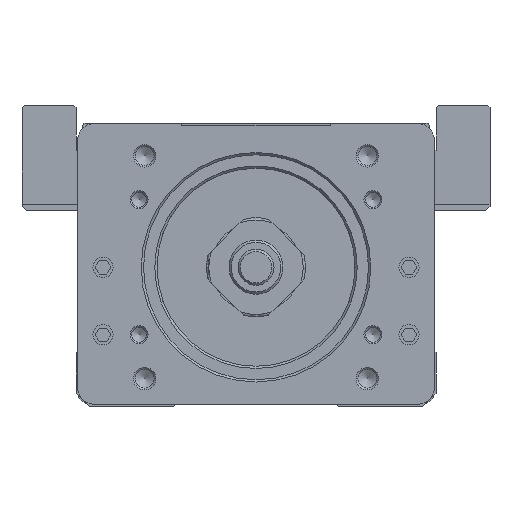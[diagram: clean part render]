
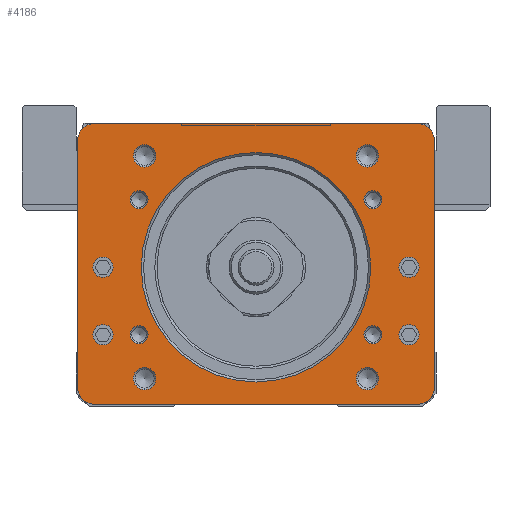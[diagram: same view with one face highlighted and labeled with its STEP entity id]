
A CAD part, front view. The second image highlights one B-rep face of the part: STEP entity #4186.
In plain terms, the highlighted planar face has unit normal (0, -1, 0).
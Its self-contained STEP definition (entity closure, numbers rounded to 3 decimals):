
#1645=FACE_BOUND('',#8611,.T.);
#1646=FACE_BOUND('',#8612,.T.);
#1647=FACE_BOUND('',#8613,.T.);
#1648=FACE_BOUND('',#8614,.T.);
#1649=FACE_BOUND('',#8615,.T.);
#1650=FACE_BOUND('',#8616,.T.);
#1651=FACE_BOUND('',#8617,.T.);
#1652=FACE_BOUND('',#8618,.T.);
#1653=FACE_BOUND('',#8619,.T.);
#1654=FACE_BOUND('',#8620,.T.);
#1655=FACE_BOUND('',#8621,.T.);
#1656=FACE_BOUND('',#8622,.T.);
#1657=FACE_BOUND('',#8623,.T.);
#1658=FACE_BOUND('',#8624,.T.);
#2550=CIRCLE('',#31526,4.);
#2551=CIRCLE('',#31528,4.);
#2552=CIRCLE('',#31530,2.);
#2553=CIRCLE('',#31532,2.);
#2554=CIRCLE('',#31534,2.);
#2555=CIRCLE('',#31536,2.);
#2556=CIRCLE('',#31538,2.5);
#2557=CIRCLE('',#31540,2.5);
#2558=CIRCLE('',#31542,2.5);
#2559=CIRCLE('',#31544,2.5);
#2560=CIRCLE('',#31546,25.5);
#2565=CIRCLE('',#31555,2.25);
#2567=CIRCLE('',#31558,2.25);
#2569=CIRCLE('',#31561,2.25);
#2571=CIRCLE('',#31564,2.25);
#2627=CIRCLE('',#31685,4.);
#2629=CIRCLE('',#31688,4.);
#4186=ADVANCED_FACE('',(#1645,#1646,#1647,#1648,#1649,#1650,#1651,#1652,
#1653,#1654,#1655,#1656,#1657,#1658),#5517,.T.);
#5517=PLANE('',#31689);
#8611=EDGE_LOOP('',(#15146));
#8612=EDGE_LOOP('',(#15147));
#8613=EDGE_LOOP('',(#15148));
#8614=EDGE_LOOP('',(#15149));
#8615=EDGE_LOOP('',(#15150));
#8616=EDGE_LOOP('',(#15151));
#8617=EDGE_LOOP('',(#15152));
#8618=EDGE_LOOP('',(#15153));
#8619=EDGE_LOOP('',(#15154));
#8620=EDGE_LOOP('',(#15155));
#8621=EDGE_LOOP('',(#15156));
#8622=EDGE_LOOP('',(#15157));
#8623=EDGE_LOOP('',(#15158));
#8624=EDGE_LOOP('',(#15159,#15160,#15161,#15162,#15163,#15164,#15165,#15166));
#15146=ORIENTED_EDGE('',*,*,#22935,.T.);
#15147=ORIENTED_EDGE('',*,*,#22934,.T.);
#15148=ORIENTED_EDGE('',*,*,#22933,.T.);
#15149=ORIENTED_EDGE('',*,*,#22932,.T.);
#15150=ORIENTED_EDGE('',*,*,#22931,.T.);
#15151=ORIENTED_EDGE('',*,*,#22930,.T.);
#15152=ORIENTED_EDGE('',*,*,#22929,.T.);
#15153=ORIENTED_EDGE('',*,*,#22928,.T.);
#15154=ORIENTED_EDGE('',*,*,#22927,.T.);
#15155=ORIENTED_EDGE('',*,*,#22947,.T.);
#15156=ORIENTED_EDGE('',*,*,#22945,.T.);
#15157=ORIENTED_EDGE('',*,*,#22943,.T.);
#15158=ORIENTED_EDGE('',*,*,#22941,.T.);
#15159=ORIENTED_EDGE('',*,*,#23086,.T.);
#15160=ORIENTED_EDGE('',*,*,#23089,.T.);
#15161=ORIENTED_EDGE('',*,*,#23090,.T.);
#15162=ORIENTED_EDGE('',*,*,#23046,.T.);
#15163=ORIENTED_EDGE('',*,*,#22925,.T.);
#15164=ORIENTED_EDGE('',*,*,#22989,.T.);
#15165=ORIENTED_EDGE('',*,*,#22922,.T.);
#15166=ORIENTED_EDGE('',*,*,#23039,.T.);
#19273=VERTEX_POINT('',#48106);
#19274=VERTEX_POINT('',#48108);
#19275=VERTEX_POINT('',#48112);
#19276=VERTEX_POINT('',#48114);
#19277=VERTEX_POINT('',#48118);
#19278=VERTEX_POINT('',#48121);
#19279=VERTEX_POINT('',#48124);
#19280=VERTEX_POINT('',#48127);
#19281=VERTEX_POINT('',#48130);
#19282=VERTEX_POINT('',#48133);
#19283=VERTEX_POINT('',#48136);
#19284=VERTEX_POINT('',#48139);
#19285=VERTEX_POINT('',#48142);
#19290=VERTEX_POINT('',#48157);
#19292=VERTEX_POINT('',#48162);
#19294=VERTEX_POINT('',#48167);
#19296=VERTEX_POINT('',#48172);
#19357=VERTEX_POINT('',#48467);
#19362=VERTEX_POINT('',#48481);
#19398=VERTEX_POINT('',#48575);
#19400=VERTEX_POINT('',#48581);
#22922=EDGE_CURVE('',#19274,#19273,#2550,.T.);
#22925=EDGE_CURVE('',#19276,#19275,#2551,.T.);
#22927=EDGE_CURVE('',#19277,#19277,#2552,.T.);
#22928=EDGE_CURVE('',#19278,#19278,#2553,.T.);
#22929=EDGE_CURVE('',#19279,#19279,#2554,.T.);
#22930=EDGE_CURVE('',#19280,#19280,#2555,.T.);
#22931=EDGE_CURVE('',#19281,#19281,#2556,.T.);
#22932=EDGE_CURVE('',#19282,#19282,#2557,.T.);
#22933=EDGE_CURVE('',#19283,#19283,#2558,.T.);
#22934=EDGE_CURVE('',#19284,#19284,#2559,.T.);
#22935=EDGE_CURVE('',#19285,#19285,#2560,.T.);
#22941=EDGE_CURVE('',#19290,#19290,#2565,.T.);
#22943=EDGE_CURVE('',#19292,#19292,#2567,.T.);
#22945=EDGE_CURVE('',#19294,#19294,#2569,.T.);
#22947=EDGE_CURVE('',#19296,#19296,#2571,.T.);
#22989=EDGE_CURVE('',#19275,#19274,#26253,.T.);
#23039=EDGE_CURVE('',#19273,#19357,#26278,.T.);
#23046=EDGE_CURVE('',#19362,#19276,#26285,.T.);
#23086=EDGE_CURVE('',#19357,#19398,#2627,.T.);
#23089=EDGE_CURVE('',#19398,#19400,#26301,.T.);
#23090=EDGE_CURVE('',#19400,#19362,#2629,.T.);
#26253=LINE('',#48317,#29143);
#26278=LINE('',#48468,#29168);
#26285=LINE('',#48480,#29175);
#26301=LINE('',#48580,#29191);
#29143=VECTOR('',#38203,1.);
#29168=VECTOR('',#38322,1.);
#29175=VECTOR('',#38331,1.);
#29191=VECTOR('',#38439,1.);
#31526=AXIS2_PLACEMENT_3D('',#48107,#38042,#38043);
#31528=AXIS2_PLACEMENT_3D('',#48113,#38048,#38049);
#31530=AXIS2_PLACEMENT_3D('',#48117,#38053,#38054);
#31532=AXIS2_PLACEMENT_3D('',#48120,#38057,#38058);
#31534=AXIS2_PLACEMENT_3D('',#48123,#38061,#38062);
#31536=AXIS2_PLACEMENT_3D('',#48126,#38065,#38066);
#31538=AXIS2_PLACEMENT_3D('',#48129,#38069,#38070);
#31540=AXIS2_PLACEMENT_3D('',#48132,#38073,#38074);
#31542=AXIS2_PLACEMENT_3D('',#48135,#38077,#38078);
#31544=AXIS2_PLACEMENT_3D('',#48138,#38081,#38082);
#31546=AXIS2_PLACEMENT_3D('',#48141,#38085,#38086);
#31555=AXIS2_PLACEMENT_3D('',#48156,#38104,#38105);
#31558=AXIS2_PLACEMENT_3D('',#48161,#38110,#38111);
#31561=AXIS2_PLACEMENT_3D('',#48166,#38116,#38117);
#31564=AXIS2_PLACEMENT_3D('',#48171,#38122,#38123);
#31685=AXIS2_PLACEMENT_3D('',#48574,#38432,#38433);
#31688=AXIS2_PLACEMENT_3D('',#48582,#38440,#38441);
#31689=AXIS2_PLACEMENT_3D('',#48583,#38442,#38443);
#38042=DIRECTION('',(0.,-1.,0.));
#38043=DIRECTION('',(1.,0.,0.));
#38048=DIRECTION('',(0.,-1.,0.));
#38049=DIRECTION('',(1.,0.,0.));
#38053=DIRECTION('',(0.,1.,0.));
#38054=DIRECTION('',(0.,0.,-1.));
#38057=DIRECTION('',(0.,1.,0.));
#38058=DIRECTION('',(0.,0.,-1.));
#38061=DIRECTION('',(0.,1.,0.));
#38062=DIRECTION('',(0.,0.,-1.));
#38065=DIRECTION('',(0.,1.,0.));
#38066=DIRECTION('',(0.,0.,-1.));
#38069=DIRECTION('',(0.,1.,0.));
#38070=DIRECTION('',(0.,0.,-1.));
#38073=DIRECTION('',(0.,1.,0.));
#38074=DIRECTION('',(0.,0.,-1.));
#38077=DIRECTION('',(0.,1.,0.));
#38078=DIRECTION('',(0.,0.,-1.));
#38081=DIRECTION('',(0.,1.,0.));
#38082=DIRECTION('',(0.,0.,-1.));
#38085=DIRECTION('',(0.,1.,0.));
#38086=DIRECTION('',(0.,0.,-1.));
#38104=DIRECTION('',(0.,1.,0.));
#38105=DIRECTION('',(0.,0.,-1.));
#38110=DIRECTION('',(0.,1.,0.));
#38111=DIRECTION('',(0.,0.,-1.));
#38116=DIRECTION('',(0.,1.,0.));
#38117=DIRECTION('',(0.,0.,-1.));
#38122=DIRECTION('',(0.,1.,0.));
#38123=DIRECTION('',(0.,0.,-1.));
#38203=DIRECTION('',(-1.,0.,0.));
#38322=DIRECTION('',(0.,0.,-1.));
#38331=DIRECTION('',(0.,0.,1.));
#38432=DIRECTION('',(0.,-1.,0.));
#38433=DIRECTION('',(1.,0.,0.));
#38439=DIRECTION('',(1.,0.,0.));
#38440=DIRECTION('',(0.,-1.,0.));
#38441=DIRECTION('',(1.,0.,0.));
#38442=DIRECTION('',(0.,-1.,0.));
#38443=DIRECTION('',(0.,0.,1.));
#48106=CARTESIAN_POINT('',(-39.7,-243.7,40.));
#48107=CARTESIAN_POINT('',(-35.7,-243.7,40.));
#48108=CARTESIAN_POINT('',(-35.7,-243.7,44.));
#48112=CARTESIAN_POINT('',(35.7,-243.7,44.));
#48113=CARTESIAN_POINT('',(35.7,-243.7,40.));
#48114=CARTESIAN_POINT('',(39.7,-243.7,40.));
#48117=CARTESIAN_POINT('',(-25.981,-243.7,27.));
#48118=CARTESIAN_POINT('',(-25.981,-243.7,25.));
#48120=CARTESIAN_POINT('',(-25.981,-243.7,-3.));
#48121=CARTESIAN_POINT('',(-25.981,-243.7,-5.));
#48123=CARTESIAN_POINT('',(25.981,-243.7,27.));
#48124=CARTESIAN_POINT('',(25.981,-243.7,25.));
#48126=CARTESIAN_POINT('',(25.981,-243.7,-3.));
#48127=CARTESIAN_POINT('',(25.981,-243.7,-5.));
#48129=CARTESIAN_POINT('',(24.749,-243.7,36.749));
#48130=CARTESIAN_POINT('',(24.749,-243.7,34.249));
#48132=CARTESIAN_POINT('',(24.749,-243.7,-12.749));
#48133=CARTESIAN_POINT('',(24.749,-243.7,-15.249));
#48135=CARTESIAN_POINT('',(-24.749,-243.7,-12.749));
#48136=CARTESIAN_POINT('',(-24.749,-243.7,-15.249));
#48138=CARTESIAN_POINT('',(-24.749,-243.7,36.749));
#48139=CARTESIAN_POINT('',(-24.749,-243.7,34.249));
#48141=CARTESIAN_POINT('',(0.,-243.7,12.));
#48142=CARTESIAN_POINT('',(0.,-243.7,-13.5));
#48156=CARTESIAN_POINT('',(34.,-243.7,12.));
#48157=CARTESIAN_POINT('',(34.,-243.7,9.75));
#48161=CARTESIAN_POINT('',(34.,-243.7,-3.));
#48162=CARTESIAN_POINT('',(34.,-243.7,-5.25));
#48166=CARTESIAN_POINT('',(-34.,-243.7,12.));
#48167=CARTESIAN_POINT('',(-34.,-243.7,9.75));
#48171=CARTESIAN_POINT('',(-34.,-243.7,-3.));
#48172=CARTESIAN_POINT('',(-34.,-243.7,-5.25));
#48317=CARTESIAN_POINT('',(35.7,-243.7,44.));
#48467=CARTESIAN_POINT('',(-39.7,-243.7,-14.5));
#48468=CARTESIAN_POINT('',(-39.7,-243.7,40.));
#48480=CARTESIAN_POINT('',(39.7,-243.7,-14.5));
#48481=CARTESIAN_POINT('',(39.7,-243.7,-14.5));
#48574=CARTESIAN_POINT('',(-35.7,-243.7,-14.5));
#48575=CARTESIAN_POINT('',(-35.7,-243.7,-18.5));
#48580=CARTESIAN_POINT('',(-35.7,-243.7,-18.5));
#48581=CARTESIAN_POINT('',(35.7,-243.7,-18.5));
#48582=CARTESIAN_POINT('',(35.7,-243.7,-14.5));
#48583=CARTESIAN_POINT('',(-35.7,-243.7,-14.5));
